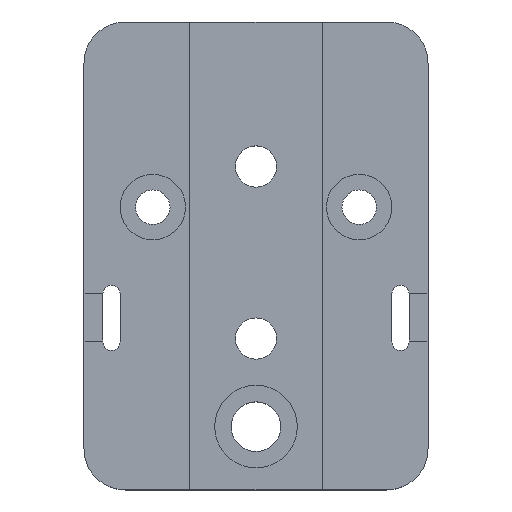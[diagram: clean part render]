
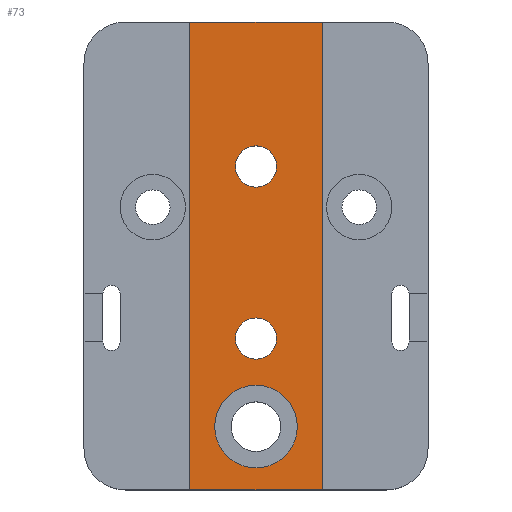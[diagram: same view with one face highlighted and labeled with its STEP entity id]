
A CAD part, top view. The second image highlights one B-rep face of the part: STEP entity #73.
In plain terms, the highlighted planar face has unit normal (0, 0, 1).
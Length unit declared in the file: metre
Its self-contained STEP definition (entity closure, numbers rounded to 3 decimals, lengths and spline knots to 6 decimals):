
#73 = ADVANCED_FACE( '', ( #174, #175, #176, #177 ), #178, .T. );
#174 = FACE_BOUND( '', #321, .T. );
#175 = FACE_BOUND( '', #322, .T. );
#176 = FACE_OUTER_BOUND( '', #323, .T. );
#177 = FACE_BOUND( '', #324, .T. );
#178 = PLANE( '', #325 );
#321 = EDGE_LOOP( '', ( #488 ) );
#322 = EDGE_LOOP( '', ( #489 ) );
#323 = EDGE_LOOP( '', ( #490, #491, #492, #493 ) );
#324 = EDGE_LOOP( '', ( #494 ) );
#325 = AXIS2_PLACEMENT_3D( '', #495, #496, #497 );
#488 = ORIENTED_EDGE( '', *, *, #821, .F. );
#489 = ORIENTED_EDGE( '', *, *, #822, .F. );
#490 = ORIENTED_EDGE( '', *, *, #823, .T. );
#491 = ORIENTED_EDGE( '', *, *, #824, .T. );
#492 = ORIENTED_EDGE( '', *, *, #825, .T. );
#493 = ORIENTED_EDGE( '', *, *, #826, .T. );
#494 = ORIENTED_EDGE( '', *, *, #827, .F. );
#495 = CARTESIAN_POINT( '', ( 0., 0., -0.001 ) );
#496 = DIRECTION( '', ( 0., 0., 1. ) );
#497 = DIRECTION( '', ( 1., 0., 0. ) );
#821 = EDGE_CURVE( '', #978, #978, #979, .T. );
#822 = EDGE_CURVE( '', #980, #980, #981, .T. );
#823 = EDGE_CURVE( '', #982, #983, #984, .T. );
#824 = EDGE_CURVE( '', #983, #985, #986, .T. );
#825 = EDGE_CURVE( '', #985, #987, #988, .T. );
#826 = EDGE_CURVE( '', #987, #982, #989, .T. );
#827 = EDGE_CURVE( '', #990, #990, #991, .T. );
#978 = VERTEX_POINT( '', #1199 );
#979 = CIRCLE( '', #1200, 0.003 );
#980 = VERTEX_POINT( '', #1201 );
#981 = CIRCLE( '', #1202, 0.003 );
#982 = VERTEX_POINT( '', #1203 );
#983 = VERTEX_POINT( '', #1204 );
#984 = LINE( '', #1205, #1206 );
#985 = VERTEX_POINT( '', #1207 );
#986 = LINE( '', #1208, #1209 );
#987 = VERTEX_POINT( '', #1210 );
#988 = LINE( '', #1211, #1212 );
#989 = LINE( '', #1213, #1214 );
#990 = VERTEX_POINT( '', #1215 );
#991 = CIRCLE( '', #1216, 0.006 );
#1199 = CARTESIAN_POINT( '', ( 0.003, -0.012, -0.001 ) );
#1200 = AXIS2_PLACEMENT_3D( '', #1428, #1429, #1430 );
#1201 = CARTESIAN_POINT( '', ( 0.003, 0.013, -0.001 ) );
#1202 = AXIS2_PLACEMENT_3D( '', #1431, #1432, #1433 );
#1203 = CARTESIAN_POINT( '', ( 0.0096, -0.034, -0.001 ) );
#1204 = CARTESIAN_POINT( '', ( 0.0096, 0.034, -0.001 ) );
#1205 = CARTESIAN_POINT( '', ( 0.0096, 0., -0.001 ) );
#1206 = VECTOR( '', #1434, 1. );
#1207 = CARTESIAN_POINT( '', ( -0.0096, 0.034, -0.001 ) );
#1208 = CARTESIAN_POINT( '', ( -0.00499, 0.034, -0.001 ) );
#1209 = VECTOR( '', #1435, 1. );
#1210 = CARTESIAN_POINT( '', ( -0.0096, -0.034, -0.001 ) );
#1211 = CARTESIAN_POINT( '', ( -0.0096, 0., -0.001 ) );
#1212 = VECTOR( '', #1436, 1. );
#1213 = CARTESIAN_POINT( '', ( -0.00271, -0.034, -0.001 ) );
#1214 = VECTOR( '', #1437, 1. );
#1215 = CARTESIAN_POINT( '', ( 0.006, -0.0248, -0.001 ) );
#1216 = AXIS2_PLACEMENT_3D( '', #1438, #1439, #1440 );
#1428 = CARTESIAN_POINT( '', ( 0., -0.012, -0.001 ) );
#1429 = DIRECTION( '', ( 0., 0., 1. ) );
#1430 = DIRECTION( '', ( 1., 0., 0. ) );
#1431 = CARTESIAN_POINT( '', ( 0., 0.013, -0.001 ) );
#1432 = DIRECTION( '', ( 0., 0., 1. ) );
#1433 = DIRECTION( '', ( 1., 0., 0. ) );
#1434 = DIRECTION( '', ( 0., 1., 0. ) );
#1435 = DIRECTION( '', ( -1., 0., 0. ) );
#1436 = DIRECTION( '', ( 0., -1., 0. ) );
#1437 = DIRECTION( '', ( 1., 0., 0. ) );
#1438 = CARTESIAN_POINT( '', ( 0., -0.0248, -0.001 ) );
#1439 = DIRECTION( '', ( 0., 0., 1. ) );
#1440 = DIRECTION( '', ( 1., 0., 0. ) );
